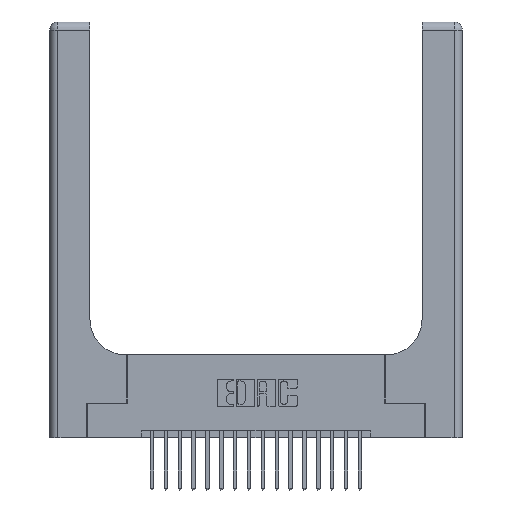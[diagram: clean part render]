
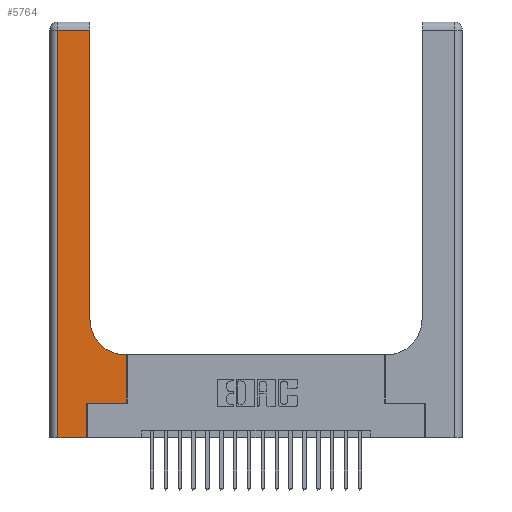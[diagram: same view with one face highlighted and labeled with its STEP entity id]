
A CAD part, top view. The second image highlights one B-rep face of the part: STEP entity #5764.
In plain terms, the highlighted planar face has unit normal (0, 0, 1).
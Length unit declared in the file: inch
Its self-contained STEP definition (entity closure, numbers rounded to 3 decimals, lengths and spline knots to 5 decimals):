
#225 = CARTESIAN_POINT ( 'NONE',  ( 0.2915, 0.85, 0.37 ) ) ;
#264 = VERTEX_POINT ( 'NONE', #14492 ) ;
#357 = CARTESIAN_POINT ( 'NONE',  ( 0.269, 0., 0.37 ) ) ;
#411 = ORIENTED_EDGE ( 'NONE', *, *, #7877, .T. ) ;
#881 = ORIENTED_EDGE ( 'NONE', *, *, #2389, .T. ) ;
#1267 = CARTESIAN_POINT ( 'NONE',  ( 0.2915, 0.6, 0.37 ) ) ;
#1272 = LINE ( 'NONE', #1267, #18207 ) ;
#1440 = LINE ( 'NONE', #5263, #18897 ) ;
#1682 = LINE ( 'NONE', #3061, #9896 ) ;
#1979 = DIRECTION ( 'NONE',  ( 1., 0., 0. ) ) ;
#2122 = DIRECTION ( 'NONE',  ( 0., 0., -1. ) ) ;
#2360 = CARTESIAN_POINT ( 'NONE',  ( 0.5585, 0.6, 0.37 ) ) ;
#2389 = EDGE_CURVE ( 'NONE', #11915, #20122, #5026, .T. ) ;
#3061 = CARTESIAN_POINT ( 'NONE',  ( 0.5585, 0.25, 0.37 ) ) ;
#3090 = CARTESIAN_POINT ( 'NONE',  ( 0.269, 0., 0.37 ) ) ;
#4416 = VERTEX_POINT ( 'NONE', #20111 ) ;
#4587 = DIRECTION ( 'NONE',  ( -1., 0., 0. ) ) ;
#5026 = LINE ( 'NONE', #19372, #12729 ) ;
#5263 = CARTESIAN_POINT ( 'NONE',  ( 0., 0., 0.37 ) ) ;
#5285 = VERTEX_POINT ( 'NONE', #17722 ) ;
#5334 = EDGE_CURVE ( 'NONE', #12582, #264, #15975, .T. ) ;
#5482 = DIRECTION ( 'NONE',  ( 0., 1., 0. ) ) ;
#5764 = ADVANCED_FACE ( 'NONE', ( #17217 ), #16485, .F. ) ;
#6409 = DIRECTION ( 'NONE',  ( 1., 0., 0. ) ) ;
#6619 = DIRECTION ( 'NONE',  ( -1., 0., 0. ) ) ;
#6637 = LINE ( 'NONE', #14416, #12530 ) ;
#6683 = DIRECTION ( 'NONE',  ( 0., 0., -1. ) ) ;
#6970 = AXIS2_PLACEMENT_3D ( 'NONE', #19705, #6683, #6619 ) ;
#7251 = VECTOR ( 'NONE', #15817, 39.37008 ) ;
#7877 = EDGE_CURVE ( 'NONE', #264, #16294, #6637, .T. ) ;
#8120 = VECTOR ( 'NONE', #5482, 39.37008 ) ;
#8321 = CARTESIAN_POINT ( 'NONE',  ( 0.5585, 0.25, 0.37 ) ) ;
#9672 = CARTESIAN_POINT ( 'NONE',  ( 0.06, 3., 0.37 ) ) ;
#9896 = VECTOR ( 'NONE', #21126, 39.37008 ) ;
#10289 = EDGE_CURVE ( 'NONE', #16009, #11915, #13757, .T. ) ;
#11057 = AXIS2_PLACEMENT_3D ( 'NONE', #16966, #2122, #1979 ) ;
#11094 = ORIENTED_EDGE ( 'NONE', *, *, #16154, .T. ) ;
#11432 = EDGE_CURVE ( 'NONE', #20122, #15105, #1682, .T. ) ;
#11639 = EDGE_CURVE ( 'NONE', #5285, #16009, #1440, .T. ) ;
#11915 = VERTEX_POINT ( 'NONE', #14827 ) ;
#12177 = CARTESIAN_POINT ( 'NONE',  ( 0.06, 2.94, 0.37 ) ) ;
#12338 = ORIENTED_EDGE ( 'NONE', *, *, #15196, .T. ) ;
#12530 = VECTOR ( 'NONE', #4587, 39.37008 ) ;
#12582 = VERTEX_POINT ( 'NONE', #225 ) ;
#12729 = VECTOR ( 'NONE', #6409, 39.37008 ) ;
#13757 = LINE ( 'NONE', #357, #8120 ) ;
#13958 = ORIENTED_EDGE ( 'NONE', *, *, #10289, .T. ) ;
#14115 = LINE ( 'NONE', #9672, #14391 ) ;
#14391 = VECTOR ( 'NONE', #19419, 39.37008 ) ;
#14416 = CARTESIAN_POINT ( 'NONE',  ( 0., 2.94, 0.37 ) ) ;
#14492 = CARTESIAN_POINT ( 'NONE',  ( 0.2915, 2.94, 0.37 ) ) ;
#14827 = CARTESIAN_POINT ( 'NONE',  ( 0.269, 0.25, 0.37 ) ) ;
#15105 = VERTEX_POINT ( 'NONE', #2360 ) ;
#15196 = EDGE_CURVE ( 'NONE', #15105, #4416, #1272, .T. ) ;
#15817 = DIRECTION ( 'NONE',  ( 0., 1., 0. ) ) ;
#15889 = CARTESIAN_POINT ( 'NONE',  ( 0.2915, 3., 0.37 ) ) ;
#15975 = LINE ( 'NONE', #15889, #7251 ) ;
#16009 = VERTEX_POINT ( 'NONE', #3090 ) ;
#16154 = EDGE_CURVE ( 'NONE', #4416, #12582, #16429, .T. ) ;
#16205 = DIRECTION ( 'NONE',  ( -1., 0., 0. ) ) ;
#16294 = VERTEX_POINT ( 'NONE', #12177 ) ;
#16429 = CIRCLE ( 'NONE', #11057, 0.25 ) ;
#16485 = PLANE ( 'NONE',  #6970 ) ;
#16573 = EDGE_CURVE ( 'NONE', #16294, #5285, #14115, .T. ) ;
#16966 = CARTESIAN_POINT ( 'NONE',  ( 0.5415, 0.85, 0.37 ) ) ;
#17135 = EDGE_LOOP ( 'NONE', ( #18035, #411, #17759, #20039, #13958, #881, #18587, #12338, #11094 ) ) ;
#17217 = FACE_OUTER_BOUND ( 'NONE', #17135, .T. ) ;
#17722 = CARTESIAN_POINT ( 'NONE',  ( 0.06, 0., 0.37 ) ) ;
#17759 = ORIENTED_EDGE ( 'NONE', *, *, #16573, .T. ) ;
#18035 = ORIENTED_EDGE ( 'NONE', *, *, #5334, .T. ) ;
#18207 = VECTOR ( 'NONE', #16205, 39.37008 ) ;
#18587 = ORIENTED_EDGE ( 'NONE', *, *, #11432, .T. ) ;
#18897 = VECTOR ( 'NONE', #19948, 39.37008 ) ;
#19372 = CARTESIAN_POINT ( 'NONE',  ( 0.269, 0.25, 0.37 ) ) ;
#19419 = DIRECTION ( 'NONE',  ( 0., -1., 0. ) ) ;
#19705 = CARTESIAN_POINT ( 'NONE',  ( 0., 3., 0.37 ) ) ;
#19948 = DIRECTION ( 'NONE',  ( 1., 0., 0. ) ) ;
#20039 = ORIENTED_EDGE ( 'NONE', *, *, #11639, .T. ) ;
#20111 = CARTESIAN_POINT ( 'NONE',  ( 0.5415, 0.6, 0.37 ) ) ;
#20122 = VERTEX_POINT ( 'NONE', #8321 ) ;
#21126 = DIRECTION ( 'NONE',  ( 0., 1., 0. ) ) ;
